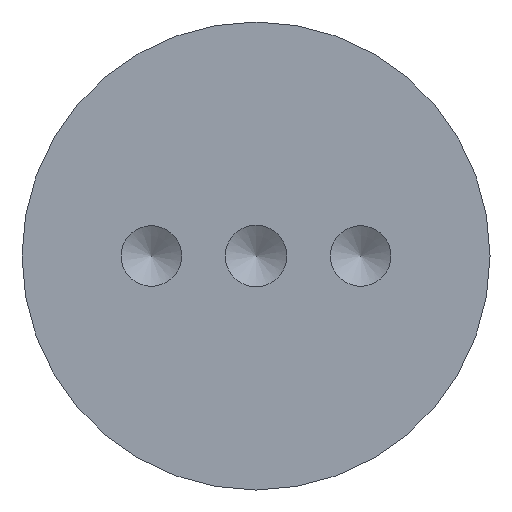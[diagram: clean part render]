
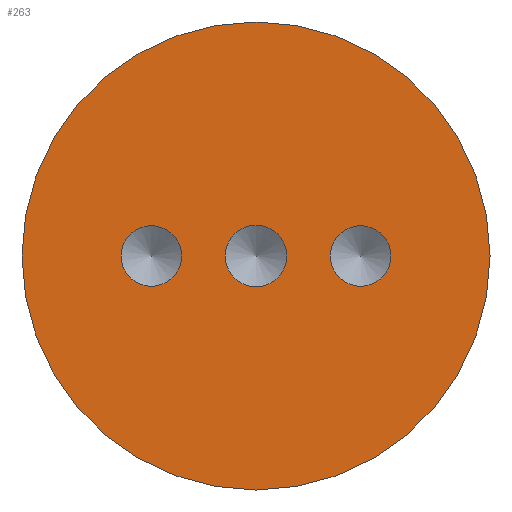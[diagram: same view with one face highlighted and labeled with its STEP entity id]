
A CAD part, front view. The second image highlights one B-rep face of the part: STEP entity #263.
In plain terms, the highlighted planar face has unit normal (0, -1, 0).
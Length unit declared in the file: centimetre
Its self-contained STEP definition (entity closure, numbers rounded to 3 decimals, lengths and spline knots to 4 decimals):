
#106=PLANE('',#290);
#115=CIRCLE('',#267,0.25);
#117=CIRCLE('',#271,0.2459);
#119=CIRCLE('',#275,0.2459);
#124=CIRCLE('',#283,1.9);
#129=EDGE_CURVE('',#203,#203,#115,.T.);
#131=EDGE_CURVE('',#206,#206,#117,.T.);
#133=EDGE_CURVE('',#209,#209,#119,.T.);
#138=EDGE_CURVE('',#214,#214,#124,.T.);
#166=ORIENTED_EDGE('',*,*,#129,.T.);
#167=ORIENTED_EDGE('',*,*,#131,.T.);
#168=ORIENTED_EDGE('',*,*,#133,.T.);
#169=ORIENTED_EDGE('',*,*,#138,.F.);
#194=EDGE_LOOP('',(#166));
#195=EDGE_LOOP('',(#167));
#196=EDGE_LOOP('',(#168));
#197=EDGE_LOOP('',(#169));
#203=VERTEX_POINT('',#297);
#206=VERTEX_POINT('',#304);
#209=VERTEX_POINT('',#311);
#214=VERTEX_POINT('',#324);
#245=FACE_BOUND('',#194,.T.);
#246=FACE_BOUND('',#195,.T.);
#247=FACE_BOUND('',#196,.T.);
#248=FACE_BOUND('',#197,.T.);
#263=ADVANCED_FACE('',(#245,#246,#247,#248),#106,.F.);
#267=AXIS2_PLACEMENT_3D('',#296,#341,#342);
#271=AXIS2_PLACEMENT_3D('',#303,#349,#350);
#275=AXIS2_PLACEMENT_3D('',#310,#357,#358);
#283=AXIS2_PLACEMENT_3D('',#323,#371,#372);
#290=AXIS2_PLACEMENT_3D('',#334,#383,$);
#296=CARTESIAN_POINT('',(0.,0.,0.));
#297=CARTESIAN_POINT('',(0.,0.,0.25));
#303=CARTESIAN_POINT('',(0.85,0.,0.));
#304=CARTESIAN_POINT('',(0.85,0.,0.2459));
#310=CARTESIAN_POINT('',(-0.85,0.,0.));
#311=CARTESIAN_POINT('',(-0.85,0.,0.2459));
#323=CARTESIAN_POINT('',(0.,0.,0.));
#324=CARTESIAN_POINT('',(1.9,0.,0.));
#334=CARTESIAN_POINT('',(0.,0.,0.));
#341=DIRECTION('',(0.,1.,0.));
#342=DIRECTION('',(0.,0.,0.25));
#349=DIRECTION('',(0.,1.,0.));
#350=DIRECTION('',(0.,0.,0.246));
#357=DIRECTION('',(0.,1.,0.));
#358=DIRECTION('',(0.,0.,0.246));
#371=DIRECTION('',(0.,1.,0.));
#372=DIRECTION('',(1.9,0.,0.));
#383=DIRECTION('',(0.,1.,0.));
